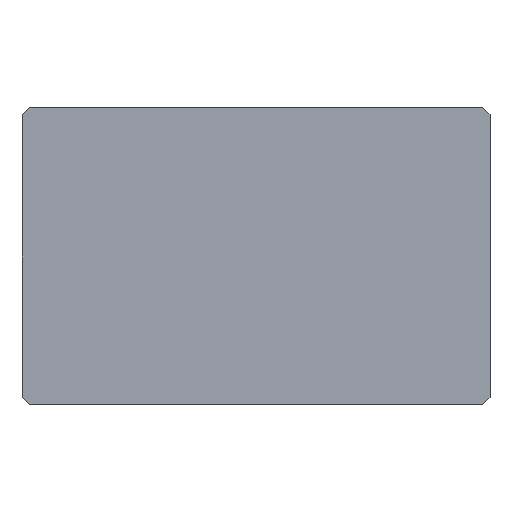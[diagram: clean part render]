
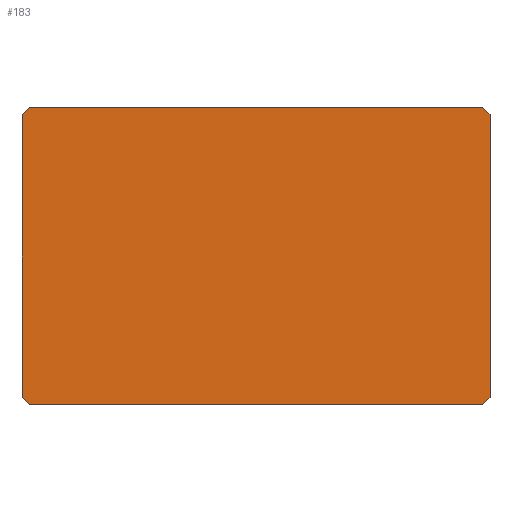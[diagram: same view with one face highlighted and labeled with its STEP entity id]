
A CAD part, top view. The second image highlights one B-rep face of the part: STEP entity #183.
In plain terms, the highlighted planar face has unit normal (0, 0, 1).
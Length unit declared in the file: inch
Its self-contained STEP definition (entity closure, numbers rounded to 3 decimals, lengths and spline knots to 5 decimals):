
#17=FACE_OUTER_BOUND('',#27,.T.);
#27=EDGE_LOOP('',(#131,#132,#133,#134,#135,#136,#137,#138));
#35=LINE('',#265,#59);
#39=LINE('',#273,#63);
#42=LINE('',#279,#66);
#43=LINE('',#281,#67);
#44=LINE('',#283,#68);
#45=LINE('',#285,#69);
#46=LINE('',#287,#70);
#47=LINE('',#288,#71);
#59=VECTOR('',#219,0.3937);
#63=VECTOR('',#225,0.3937);
#66=VECTOR('',#230,0.3937);
#67=VECTOR('',#231,0.3937);
#68=VECTOR('',#232,0.3937);
#69=VECTOR('',#233,0.3937);
#70=VECTOR('',#234,0.3937);
#71=VECTOR('',#235,0.3937);
#83=VERTEX_POINT('',#263);
#84=VERTEX_POINT('',#264);
#87=VERTEX_POINT('',#272);
#89=VERTEX_POINT('',#278);
#90=VERTEX_POINT('',#280);
#91=VERTEX_POINT('',#282);
#92=VERTEX_POINT('',#284);
#93=VERTEX_POINT('',#286);
#99=EDGE_CURVE('',#83,#84,#35,.T.);
#103=EDGE_CURVE('',#87,#84,#39,.T.);
#106=EDGE_CURVE('',#83,#89,#42,.T.);
#107=EDGE_CURVE('',#90,#89,#43,.T.);
#108=EDGE_CURVE('',#90,#91,#44,.T.);
#109=EDGE_CURVE('',#92,#91,#45,.T.);
#110=EDGE_CURVE('',#92,#93,#46,.T.);
#111=EDGE_CURVE('',#87,#93,#47,.T.);
#131=ORIENTED_EDGE('',*,*,#99,.F.);
#132=ORIENTED_EDGE('',*,*,#106,.T.);
#133=ORIENTED_EDGE('',*,*,#107,.F.);
#134=ORIENTED_EDGE('',*,*,#108,.T.);
#135=ORIENTED_EDGE('',*,*,#109,.F.);
#136=ORIENTED_EDGE('',*,*,#110,.T.);
#137=ORIENTED_EDGE('',*,*,#111,.F.);
#138=ORIENTED_EDGE('',*,*,#103,.T.);
#173=PLANE('',#207);
#183=ADVANCED_FACE('',(#17),#173,.T.);
#207=AXIS2_PLACEMENT_3D('',#277,#228,#229);
#219=DIRECTION('',(-0.707,-0.707,0.));
#225=DIRECTION('',(1.,0.,0.));
#228=DIRECTION('center_axis',(0.,0.,1.));
#229=DIRECTION('ref_axis',(1.,0.,0.));
#230=DIRECTION('',(0.,1.,0.));
#231=DIRECTION('',(0.707,-0.707,0.));
#232=DIRECTION('',(-1.,0.,0.));
#233=DIRECTION('',(0.707,0.707,0.));
#234=DIRECTION('',(0.,-1.,0.));
#235=DIRECTION('',(-0.707,0.707,0.));
#263=CARTESIAN_POINT('',(32.875,-19.875,0.5));
#264=CARTESIAN_POINT('',(31.875,-20.875,0.5));
#265=CARTESIAN_POINT('',(29.375,-23.375,0.5));
#272=CARTESIAN_POINT('',(-31.875,-20.875,0.5));
#273=CARTESIAN_POINT('',(32.875,-20.875,0.5));
#277=CARTESIAN_POINT('Origin',(0.,0.,
0.5));
#278=CARTESIAN_POINT('',(32.875,19.875,0.5));
#279=CARTESIAN_POINT('',(32.875,20.875,0.5));
#280=CARTESIAN_POINT('',(31.875,20.875,0.5));
#281=CARTESIAN_POINT('',(29.375,23.375,0.5));
#282=CARTESIAN_POINT('',(-31.875,20.875,0.5));
#283=CARTESIAN_POINT('',(-32.875,20.875,0.5));
#284=CARTESIAN_POINT('',(-32.875,19.875,0.5));
#285=CARTESIAN_POINT('',(-29.375,23.375,0.5));
#286=CARTESIAN_POINT('',(-32.875,-19.875,0.5));
#287=CARTESIAN_POINT('',(-32.875,-20.875,0.5));
#288=CARTESIAN_POINT('',(-29.375,-23.375,0.5));
